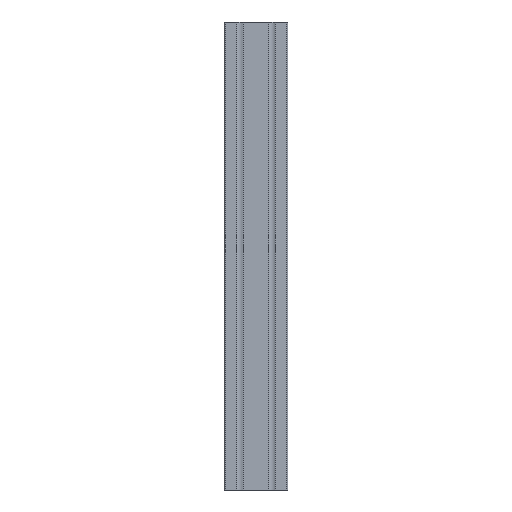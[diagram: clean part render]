
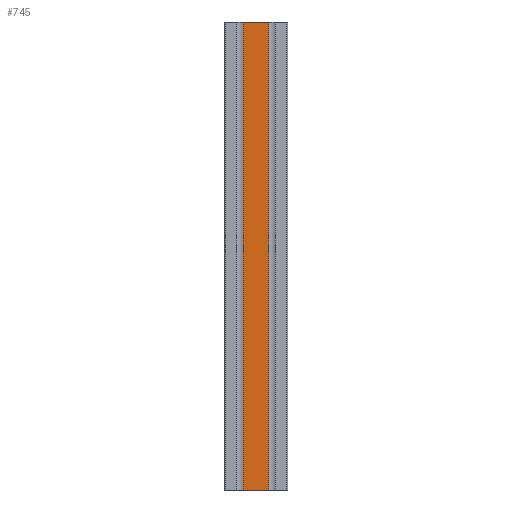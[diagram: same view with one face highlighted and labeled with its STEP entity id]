
A CAD part, front view. The second image highlights one B-rep face of the part: STEP entity #745.
In plain terms, the highlighted planar face has unit normal (0, -1, 0).
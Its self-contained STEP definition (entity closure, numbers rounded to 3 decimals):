
#17 = LINE ( 'NONE', #1608, #259 ) ;
#26 = EDGE_LOOP ( 'NONE', ( #100, #2058, #2026, #880 ) ) ;
#87 = VECTOR ( 'NONE', #1760, 1000. ) ;
#100 = ORIENTED_EDGE ( 'NONE', *, *, #2827, .T. ) ;
#111 = VERTEX_POINT ( 'NONE', #2676 ) ;
#218 = EDGE_CURVE ( 'NONE', #111, #525, #2690, .T. ) ;
#259 = VECTOR ( 'NONE', #2096, 1000. ) ;
#393 = CARTESIAN_POINT ( 'NONE',  ( 35.85, -20., 592. ) ) ;
#525 = VERTEX_POINT ( 'NONE', #874 ) ;
#745 = ADVANCED_FACE ( 'NONE', ( #2235 ), #2829, .F. ) ;
#832 = DIRECTION ( 'NONE',  ( 0., 0., -1. ) ) ;
#874 = CARTESIAN_POINT ( 'NONE',  ( 35.85, -20., 0. ) ) ;
#880 = ORIENTED_EDGE ( 'NONE', *, *, #1046, .T. ) ;
#976 = DIRECTION ( 'NONE',  ( 0., 1., 0. ) ) ;
#985 = CARTESIAN_POINT ( 'NONE',  ( 4.15, -20., 592. ) ) ;
#1046 = EDGE_CURVE ( 'NONE', #2371, #2123, #2296, .T. ) ;
#1157 = CARTESIAN_POINT ( 'NONE',  ( 4.15, -20., 592. ) ) ;
#1202 = DIRECTION ( 'NONE',  ( 1., 0., 0. ) ) ;
#1361 = EDGE_CURVE ( 'NONE', #2371, #111, #1482, .T. ) ;
#1482 = LINE ( 'NONE', #1900, #1733 ) ;
#1608 = CARTESIAN_POINT ( 'NONE',  ( 4.15, -20., 0. ) ) ;
#1733 = VECTOR ( 'NONE', #1202, 1000. ) ;
#1760 = DIRECTION ( 'NONE',  ( 0., 0., -1. ) ) ;
#1900 = CARTESIAN_POINT ( 'NONE',  ( 4.15, -20., 592. ) ) ;
#2026 = ORIENTED_EDGE ( 'NONE', *, *, #1361, .F. ) ;
#2058 = ORIENTED_EDGE ( 'NONE', *, *, #218, .F. ) ;
#2084 = VECTOR ( 'NONE', #832, 1000. ) ;
#2096 = DIRECTION ( 'NONE',  ( 1., 0., 0. ) ) ;
#2123 = VERTEX_POINT ( 'NONE', #2888 ) ;
#2235 = FACE_OUTER_BOUND ( 'NONE', #26, .T. ) ;
#2296 = LINE ( 'NONE', #2476, #2084 ) ;
#2355 = DIRECTION ( 'NONE',  ( 0., 0., 1. ) ) ;
#2371 = VERTEX_POINT ( 'NONE', #1157 ) ;
#2476 = CARTESIAN_POINT ( 'NONE',  ( 4.15, -20., 592. ) ) ;
#2676 = CARTESIAN_POINT ( 'NONE',  ( 35.85, -20., 592. ) ) ;
#2690 = LINE ( 'NONE', #393, #87 ) ;
#2747 = AXIS2_PLACEMENT_3D ( 'NONE', #985, #976, #2355 ) ;
#2827 = EDGE_CURVE ( 'NONE', #2123, #525, #17, .T. ) ;
#2829 = PLANE ( 'NONE',  #2747 ) ;
#2888 = CARTESIAN_POINT ( 'NONE',  ( 4.15, -20., 0. ) ) ;
